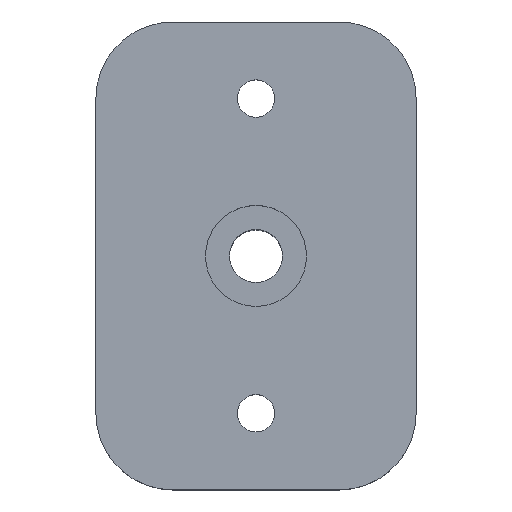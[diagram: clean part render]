
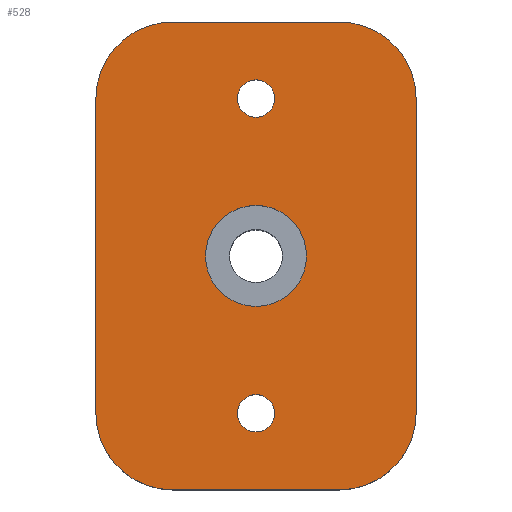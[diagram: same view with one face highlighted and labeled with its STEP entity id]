
A CAD part, top view. The second image highlights one B-rep face of the part: STEP entity #528.
In plain terms, the highlighted planar face has unit normal (0, 0, 1).
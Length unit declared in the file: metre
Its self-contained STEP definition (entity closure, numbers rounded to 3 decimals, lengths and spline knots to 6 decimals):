
#17=PLANE('',#585);
#36=LINE('',#783,#88);
#40=LINE('',#795,#92);
#44=LINE('',#807,#96);
#48=LINE('',#819,#100);
#88=VECTOR('',#634,1.);
#92=VECTOR('',#646,1.);
#96=VECTOR('',#658,1.);
#100=VECTOR('',#670,1.);
#195=ORIENTED_EDGE('',*,*,#319,.T.);
#196=ORIENTED_EDGE('',*,*,#280,.T.);
#197=ORIENTED_EDGE('',*,*,#278,.T.);
#198=ORIENTED_EDGE('',*,*,#282,.F.);
#199=ORIENTED_EDGE('',*,*,#304,.F.);
#200=ORIENTED_EDGE('',*,*,#301,.F.);
#201=ORIENTED_EDGE('',*,*,#298,.F.);
#202=ORIENTED_EDGE('',*,*,#295,.F.);
#203=ORIENTED_EDGE('',*,*,#292,.F.);
#204=ORIENTED_EDGE('',*,*,#289,.F.);
#205=ORIENTED_EDGE('',*,*,#286,.F.);
#278=EDGE_CURVE('',#348,#348,#398,.T.);
#280=EDGE_CURVE('',#350,#350,#400,.T.);
#282=EDGE_CURVE('',#352,#353,#402,.T.);
#286=EDGE_CURVE('',#353,#356,#36,.T.);
#289=EDGE_CURVE('',#356,#358,#404,.T.);
#292=EDGE_CURVE('',#358,#360,#40,.T.);
#295=EDGE_CURVE('',#360,#362,#406,.T.);
#298=EDGE_CURVE('',#362,#364,#44,.T.);
#301=EDGE_CURVE('',#364,#366,#408,.T.);
#304=EDGE_CURVE('',#366,#352,#48,.T.);
#319=EDGE_CURVE('',#381,#381,#411,.T.);
#348=VERTEX_POINT('',#765);
#350=VERTEX_POINT('',#770);
#352=VERTEX_POINT('',#775);
#353=VERTEX_POINT('',#776);
#356=VERTEX_POINT('',#784);
#358=VERTEX_POINT('',#790);
#360=VERTEX_POINT('',#796);
#362=VERTEX_POINT('',#802);
#364=VERTEX_POINT('',#808);
#366=VERTEX_POINT('',#814);
#381=VERTEX_POINT('',#850);
#398=CIRCLE('',#562,0.0012);
#400=CIRCLE('',#565,0.0012);
#402=CIRCLE('',#568,0.004925);
#404=CIRCLE('',#572,0.004925);
#406=CIRCLE('',#576,0.004925);
#408=CIRCLE('',#580,0.004925);
#411=CIRCLE('',#586,0.00325);
#432=EDGE_LOOP('',(#195));
#433=EDGE_LOOP('',(#196));
#434=EDGE_LOOP('',(#197));
#435=EDGE_LOOP('',(#198,#199,#200,#201,#202,#203,#204,#205));
#478=FACE_BOUND('',#432,.T.);
#479=FACE_BOUND('',#433,.T.);
#480=FACE_BOUND('',#434,.T.);
#481=FACE_BOUND('',#435,.T.);
#528=ADVANCED_FACE('',(#478,#479,#480,#481),#17,.F.);
#562=AXIS2_PLACEMENT_3D('',#764,#614,#615);
#565=AXIS2_PLACEMENT_3D('',#769,#620,#621);
#568=AXIS2_PLACEMENT_3D('',#774,#626,#627);
#572=AXIS2_PLACEMENT_3D('',#789,#639,#640);
#576=AXIS2_PLACEMENT_3D('',#801,#651,#652);
#580=AXIS2_PLACEMENT_3D('',#813,#663,#664);
#585=AXIS2_PLACEMENT_3D('',#848,#688,#689);
#586=AXIS2_PLACEMENT_3D('',#849,#690,#691);
#614=DIRECTION('',(0.,0.,-1.));
#615=DIRECTION('',(-1.,0.,0.));
#620=DIRECTION('',(0.,0.,-1.));
#621=DIRECTION('',(-1.,0.,0.));
#626=DIRECTION('',(0.,0.,-1.));
#627=DIRECTION('',(-1.,0.,0.));
#634=DIRECTION('',(0.,-1.,0.));
#639=DIRECTION('',(0.,0.,-1.));
#640=DIRECTION('',(-1.,0.,0.));
#646=DIRECTION('',(-1.,0.,0.));
#651=DIRECTION('',(0.,0.,-1.));
#652=DIRECTION('',(-1.,0.,0.));
#658=DIRECTION('',(0.,1.,0.));
#663=DIRECTION('',(0.,0.,-1.));
#664=DIRECTION('',(-1.,0.,0.));
#670=DIRECTION('',(1.,0.,0.));
#688=DIRECTION('',(0.,0.,-1.));
#689=DIRECTION('',(1.,0.,0.));
#690=DIRECTION('',(0.,0.,-1.));
#691=DIRECTION('',(-1.,0.,0.));
#764=CARTESIAN_POINT('',(0.079459,-0.273603,-0.021));
#765=CARTESIAN_POINT('',(0.078259,-0.273603,-0.021));
#769=CARTESIAN_POINT('',(0.079459,-0.253353,-0.021));
#770=CARTESIAN_POINT('',(0.078259,-0.253353,-0.021));
#774=CARTESIAN_POINT('',(0.084834,-0.253353,-0.021));
#775=CARTESIAN_POINT('',(0.084834,-0.248428,-0.021));
#776=CARTESIAN_POINT('',(0.089759,-0.253353,-0.021));
#783=CARTESIAN_POINT('',(0.089759,-0.263478,-0.021));
#784=CARTESIAN_POINT('',(0.089759,-0.273603,-0.021));
#789=CARTESIAN_POINT('',(0.084834,-0.273603,-0.021));
#790=CARTESIAN_POINT('',(0.084834,-0.278528,-0.021));
#795=CARTESIAN_POINT('',(0.079459,-0.278528,-0.021));
#796=CARTESIAN_POINT('',(0.074084,-0.278528,-0.021));
#801=CARTESIAN_POINT('',(0.074084,-0.273603,-0.021));
#802=CARTESIAN_POINT('',(0.069159,-0.273603,-0.021));
#807=CARTESIAN_POINT('',(0.069159,-0.263478,-0.021));
#808=CARTESIAN_POINT('',(0.069159,-0.253353,-0.021));
#813=CARTESIAN_POINT('',(0.074084,-0.253353,-0.021));
#814=CARTESIAN_POINT('',(0.074084,-0.248428,-0.021));
#819=CARTESIAN_POINT('',(0.079459,-0.248428,-0.021));
#848=CARTESIAN_POINT('',(0.079459,-0.263478,-0.021));
#849=CARTESIAN_POINT('',(0.079459,-0.263478,-0.021));
#850=CARTESIAN_POINT('',(0.076209,-0.263478,-0.021));
